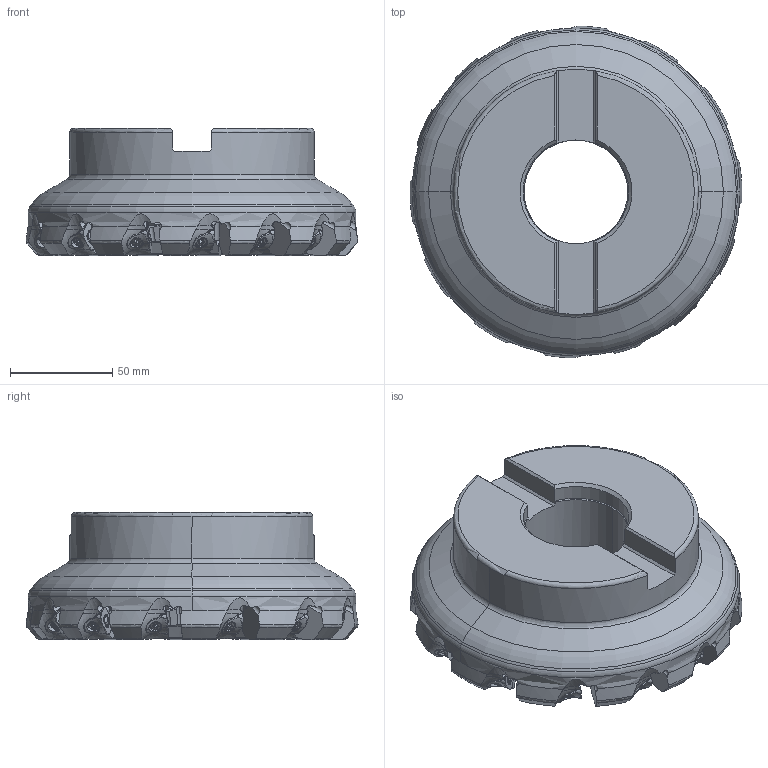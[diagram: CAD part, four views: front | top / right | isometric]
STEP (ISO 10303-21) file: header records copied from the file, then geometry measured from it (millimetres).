
FILE_DESCRIPTION(/* description */ (''),/* implementation_level */ '2;1');
FILE_NAME(/* name */ 'AHX640WR0614F.stp',/* time_stamp */ '2018-01-09T17:38:05+09:00',/* author */ (''),/* organization */ (''),/* preprocessor_version */ 'ST-DEVELOPER v16',/* originating_system */ 'SIEMENS PLM Software NX 10.0',/* authorisation */ '');
FILE_SCHEMA (('AUTOMOTIVE_DESIGN { 1 0 10303 214 3 1 1 1 }'));
Products named in the file (1): AHX640WR0614F_ASM
Bounding box: 162.65 x 162.65 x 62.33 mm (x, y, z)
Volume: 651536.3 mm3; surface area: 99990 mm2
Topology: 29 solids, 29 shells, 2138 faces, 5865 edges, 3715 vertices
Faces by surface type: cylinder 794, plane 550, cone 402, torus 308, sphere 84
Entity records: 83029 total; most frequent: CARTESIAN_POINT 29421, ORIENTED_EDGE 11506, DIRECTION 11022, EDGE_CURVE 5753, AXIS2_PLACEMENT_3D 4565, VERTEX_POINT 3715, EDGE_LOOP 2210, ADVANCED_FACE 2138
